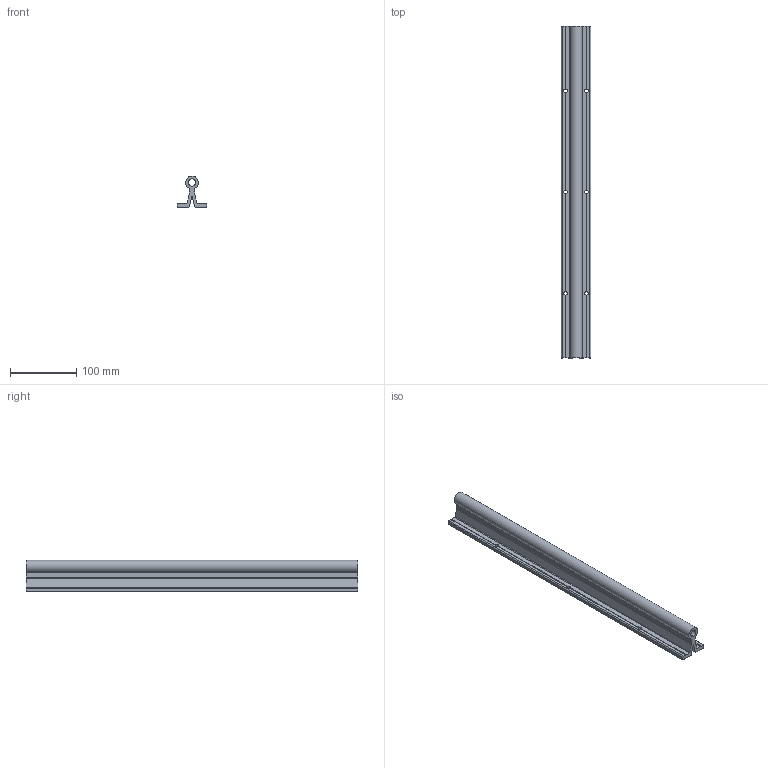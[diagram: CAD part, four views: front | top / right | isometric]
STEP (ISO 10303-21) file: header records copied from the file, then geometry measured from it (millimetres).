
FILE_DESCRIPTION (( 'STEP AP214' ), '1' );
FILE_NAME ('A-AWUI-12-500.step', '2018-01-09T19:32:28', ( '' ), ( '' ), 'SwSTEP 2.0', 'SolidWorks 2017', '' );
FILE_SCHEMA (( 'AUTOMOTIVE_DESIGN' ));
Length unit declared in the file: inch
Products named in the file (1): A-AWUI-12-500
Bounding box: 44.45 x 500 x 47.62 mm (x, y, z)
Volume: 303408.8 mm3; surface area: 123604.4 mm2
Topology: 1 solids, 1 shells, 66 faces, 210 edges, 140 vertices
Faces by surface type: plane 40, cylinder 26
Entity records: 2406 total; most frequent: CARTESIAN_POINT 489, ORIENTED_EDGE 420, DIRECTION 384, EDGE_CURVE 210, VERTEX_POINT 140, AXIS2_PLACEMENT_3D 131, VECTOR 122, LINE 122
